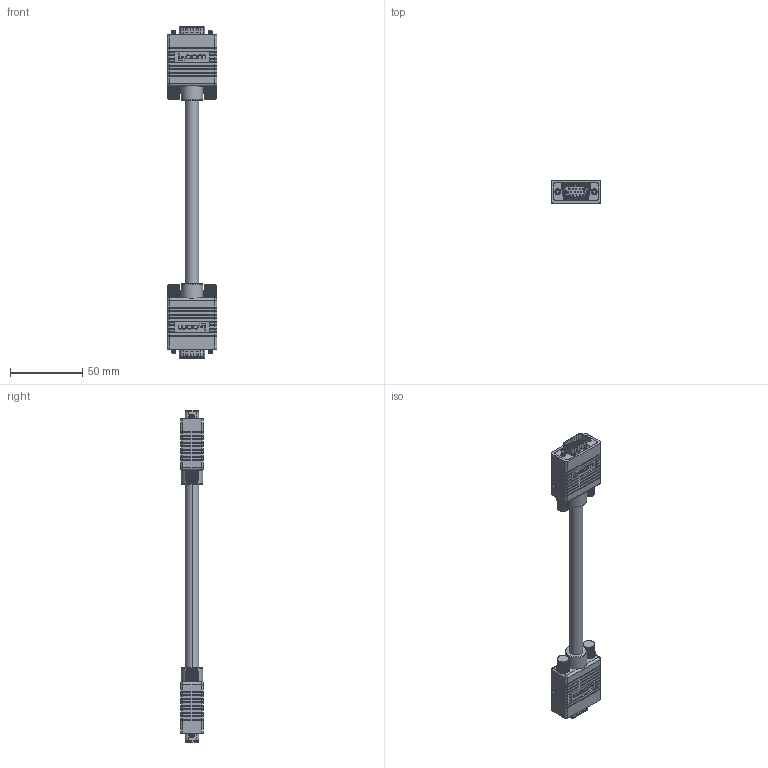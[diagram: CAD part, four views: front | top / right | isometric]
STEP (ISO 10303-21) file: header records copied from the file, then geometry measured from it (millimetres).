
FILE_DESCRIPTION (( 'STEP AP214' ), '1' );
FILE_NAME ('CTL3VGAMM.STEP', '2018-11-30T16:30:52', ( '' ), ( '' ), 'SwSTEP 2.0', 'SolidWorks 2017', '' );
FILE_SCHEMA (( 'AUTOMOTIVE_DESIGN' ));
Length unit declared in the file: inch
Products named in the file (9): MTN-382___; 1AJ06-029_CRMN9 Screw; 1AV02-007_SINGLE CONTACT; 1AY03-027___; MTN-209_New Logo; CTL3VGAMM; 1AC04-003; 3AB01-117; 1AL05-013
Assembly tree (24 placements, depth 3):
  CTL3VGAMM
    1AL05-013
    3AB01-117  x2
      MTN-209_New Logo
      1AJ06-029_CRMN9 Screw
      MTN-382___
      1AY03-027___
      1AC04-003
      1AV02-007_SINGLE CONTACT
Bounding box: 34.47 x 15.67 x 229.37 mm (x, y, z)
Volume: 58468.2 mm3; surface area: 38851 mm2
Topology: 49 solids, 49 shells, 3796 faces, 10096 edges, 6508 vertices
Faces by surface type: plane 1720, cylinder 1258, bspline 520, torus 200, cone 74, sphere 24
Entity records: 56825 total; most frequent: CARTESIAN_POINT 26504, ORIENTED_EDGE 6212, DIRECTION 5065, EDGE_CURVE 3106, VERTEX_POINT 2010, AXIS2_PLACEMENT_3D 1698, LINE 1669, VECTOR 1669
